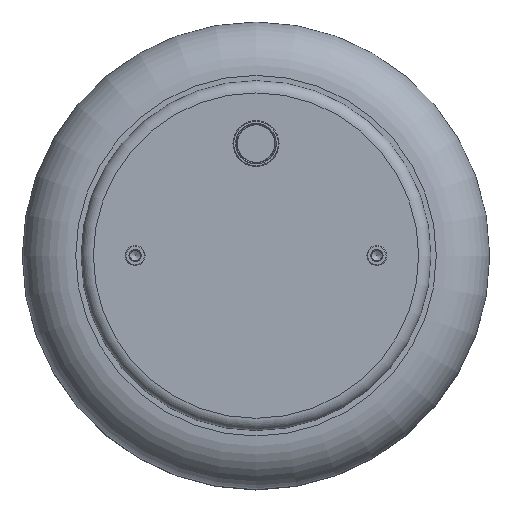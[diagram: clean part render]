
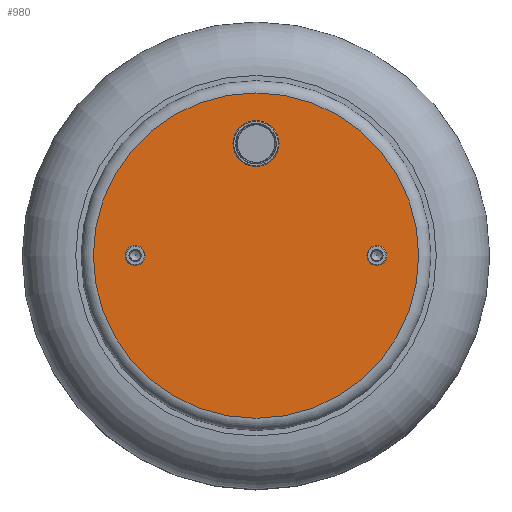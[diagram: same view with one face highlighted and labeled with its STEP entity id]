
A CAD part, top view. The second image highlights one B-rep face of the part: STEP entity #980.
In plain terms, the highlighted planar face has unit normal (0, 0, 1).
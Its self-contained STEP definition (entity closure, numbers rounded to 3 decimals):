
#153=PLANE('',#1489);
#186=EDGE_LOOP('',(#402));
#187=EDGE_LOOP('',(#403));
#188=EDGE_LOOP('',(#404));
#189=EDGE_LOOP('',(#405));
#402=ORIENTED_EDGE('',*,*,#638,.T.);
#403=ORIENTED_EDGE('',*,*,#639,.F.);
#404=ORIENTED_EDGE('',*,*,#640,.F.);
#405=ORIENTED_EDGE('',*,*,#641,.T.);
#638=EDGE_CURVE('',#1362,#1362,#756,.T.);
#639=EDGE_CURVE('',#1363,#1363,#757,.T.);
#640=EDGE_CURVE('',#1364,#1364,#758,.T.);
#641=EDGE_CURVE('',#1365,#1365,#759,.T.);
#756=CIRCLE('',#1485,15.);
#757=CIRCLE('',#1486,6.5);
#758=CIRCLE('',#1487,6.5);
#759=CIRCLE('',#1488,106.);
#980=ADVANCED_FACE('',(#1136,#1137,#1138,#1139),#153,.T.);
#1136=FACE_BOUND('',#186,.T.);
#1137=FACE_BOUND('',#187,.T.);
#1138=FACE_BOUND('',#188,.T.);
#1139=FACE_BOUND('',#189,.T.);
#1362=VERTEX_POINT('',#2168);
#1363=VERTEX_POINT('',#2170);
#1364=VERTEX_POINT('',#2172);
#1365=VERTEX_POINT('',#2174);
#1485=AXIS2_PLACEMENT_3D('',#2167,#1714,#1715);
#1486=AXIS2_PLACEMENT_3D('',#2169,#1716,#1717);
#1487=AXIS2_PLACEMENT_3D('',#2171,#1718,#1719);
#1488=AXIS2_PLACEMENT_3D('',#2173,#1720,#1721);
#1489=AXIS2_PLACEMENT_3D('',#2175,#1722,#1723);
#1714=DIRECTION('',(0.,0.,-1.));
#1715=DIRECTION('',(1.,0.,0.));
#1716=DIRECTION('',(0.,0.,1.));
#1717=DIRECTION('',(1.,0.,0.));
#1718=DIRECTION('',(0.,0.,1.));
#1719=DIRECTION('',(1.,0.,0.));
#1720=DIRECTION('',(0.,0.,1.));
#1721=DIRECTION('',(1.,0.,0.));
#1722=DIRECTION('',(0.,0.,1.));
#1723=DIRECTION('',(1.,0.,0.));
#2167=CARTESIAN_POINT('',(0.,73.,278.55));
#2168=CARTESIAN_POINT('',(15.,73.,278.55));
#2169=CARTESIAN_POINT('',(78.75,0.,278.55));
#2170=CARTESIAN_POINT('',(85.25,0.,278.55));
#2171=CARTESIAN_POINT('',(-78.75,0.,278.55));
#2172=CARTESIAN_POINT('',(-72.25,0.,278.55));
#2173=CARTESIAN_POINT('',(0.,0.,278.55));
#2174=CARTESIAN_POINT('',(106.,0.,278.55));
#2175=CARTESIAN_POINT('',(0.,0.,278.55));
